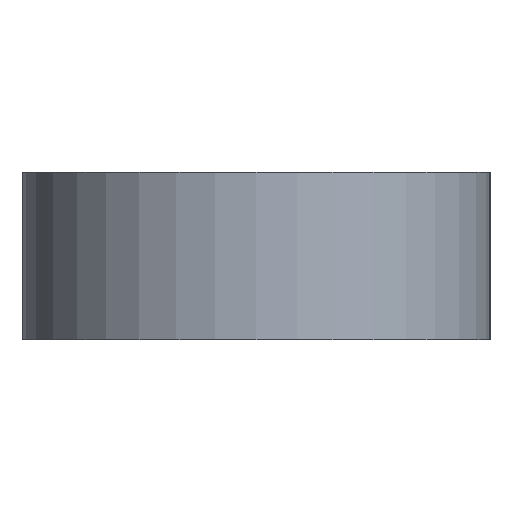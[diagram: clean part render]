
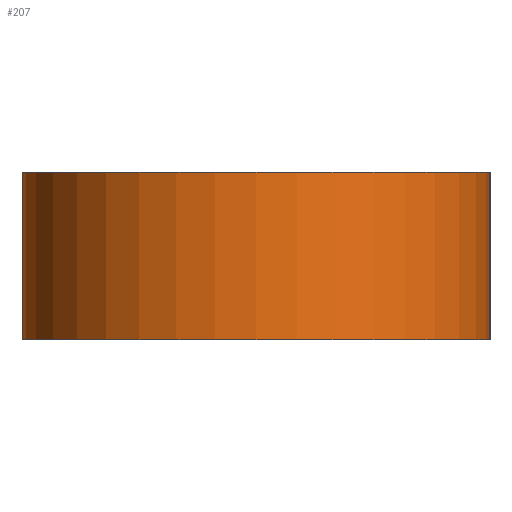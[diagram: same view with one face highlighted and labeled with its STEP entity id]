
A CAD part, left-side view. The second image highlights one B-rep face of the part: STEP entity #207.
In plain terms, the highlighted cylindrical face has radius 3.5 mm (diameter 7 mm), a partial arc.
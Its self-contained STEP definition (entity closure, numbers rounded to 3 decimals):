
#27=CIRCLE('',#241,3.5);
#28=CIRCLE('',#242,3.5);
#33=CYLINDRICAL_SURFACE('',#240,3.5);
#42=FACE_OUTER_BOUND('',#53,.T.);
#53=EDGE_LOOP('',(#171,#172,#173,#174));
#70=LINE('',#342,#87);
#76=LINE('',#357,#93);
#87=VECTOR('',#281,10.);
#93=VECTOR('',#295,10.);
#104=VERTEX_POINT('',#338);
#106=VERTEX_POINT('',#341);
#110=VERTEX_POINT('',#353);
#111=VERTEX_POINT('',#355);
#128=EDGE_CURVE('',#104,#106,#70,.T.);
#136=EDGE_CURVE('',#110,#111,#76,.T.);
#137=EDGE_CURVE('',#104,#110,#27,.T.);
#138=EDGE_CURVE('',#106,#111,#28,.T.);
#171=ORIENTED_EDGE('',*,*,#137,.T.);
#172=ORIENTED_EDGE('',*,*,#136,.T.);
#173=ORIENTED_EDGE('',*,*,#138,.F.);
#174=ORIENTED_EDGE('',*,*,#128,.F.);
#207=ADVANCED_FACE('',(#42),#33,.T.);
#240=AXIS2_PLACEMENT_3D('',#358,#296,#297);
#241=AXIS2_PLACEMENT_3D('',#359,#298,#299);
#242=AXIS2_PLACEMENT_3D('',#360,#300,#301);
#281=DIRECTION('',(0.,0.,1.));
#295=DIRECTION('',(0.,0.,1.));
#296=DIRECTION('center_axis',(0.,0.,1.));
#297=DIRECTION('ref_axis',(0.,1.,0.));
#298=DIRECTION('center_axis',(0.,0.,1.));
#299=DIRECTION('ref_axis',(0.,1.,0.));
#300=DIRECTION('center_axis',(0.,0.,1.));
#301=DIRECTION('ref_axis',(0.,1.,0.));
#338=CARTESIAN_POINT('',(-3.5,3.5,0.));
#341=CARTESIAN_POINT('',(-3.5,3.5,2.5));
#342=CARTESIAN_POINT('',(-3.5,3.5,0.));
#353=CARTESIAN_POINT('',(-3.5,-3.5,0.));
#355=CARTESIAN_POINT('',(-3.5,-3.5,2.5));
#357=CARTESIAN_POINT('',(-3.5,-3.5,0.));
#358=CARTESIAN_POINT('Origin',(-3.5,0.,0.));
#359=CARTESIAN_POINT('Origin',(-3.5,0.,0.));
#360=CARTESIAN_POINT('Origin',(-3.5,0.,2.5));
